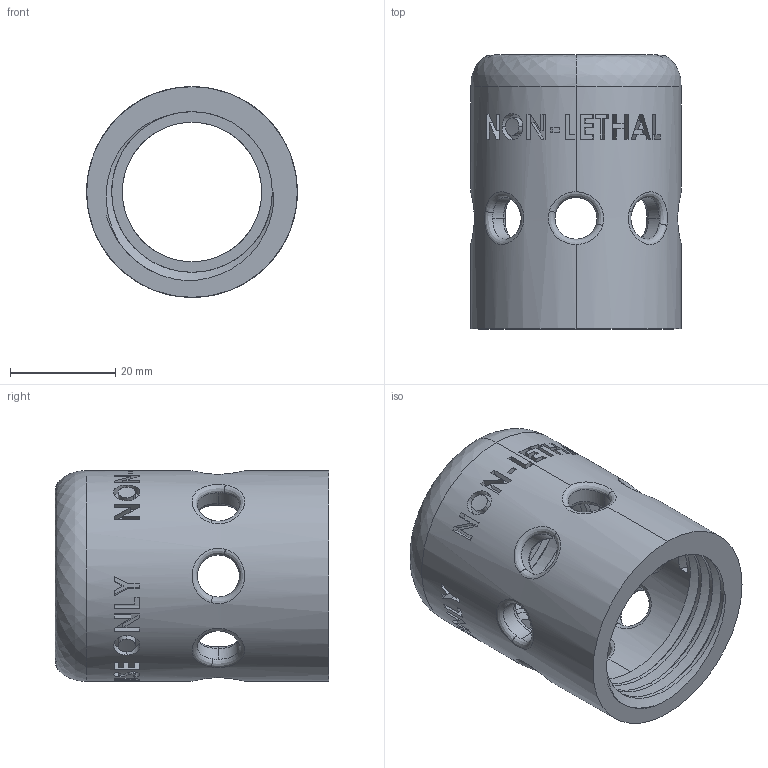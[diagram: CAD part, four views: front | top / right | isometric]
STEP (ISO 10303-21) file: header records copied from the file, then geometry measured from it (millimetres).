
FILE_DESCRIPTION (( 'STEP AP214' ), '1' );
FILE_NAME ('DS40Top.STEP', '2024-10-24T23:53:10', ( '' ), ( '' ), 'SwSTEP 2.0', 'SolidWorks 2022', '' );
FILE_SCHEMA (( 'AUTOMOTIVE_DESIGN' ));
Length unit declared in the file: millimetre
Products named in the file (1): DS40Top
Bounding box: 40 x 52 x 40 mm (x, y, z)
Volume: 26687.6 mm3; surface area: 14295.8 mm2
Topology: 1 solids, 1 shells, 351 faces, 965 edges, 642 vertices
Faces by surface type: bspline 263, cylinder 68, plane 20
Entity records: 29971 total; most frequent: CARTESIAN_POINT 23532, ORIENTED_EDGE 1930, EDGE_CURVE 965, B_SPLINE_CURVE_WITH_KNOTS 832, VERTEX_POINT 642, EDGE_LOOP 395, FACE_OUTER_BOUND 351, ADVANCED_FACE 351
